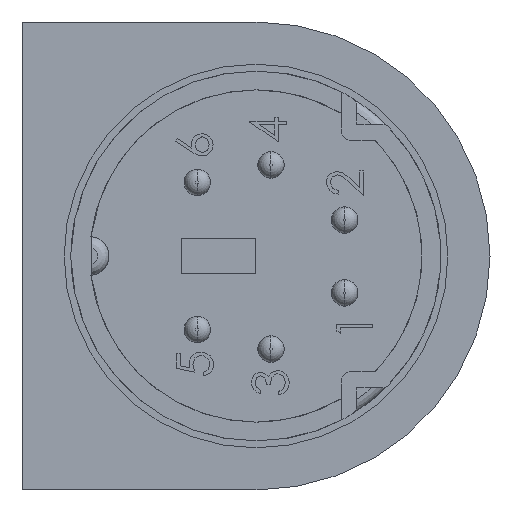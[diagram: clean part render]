
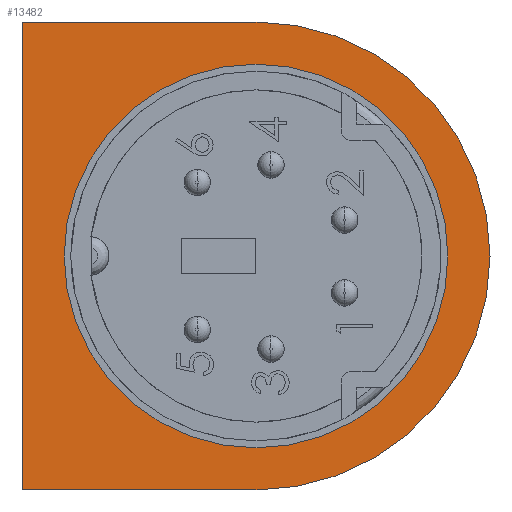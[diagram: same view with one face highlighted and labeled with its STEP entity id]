
A CAD part, left-side view. The second image highlights one B-rep face of the part: STEP entity #13482.
In plain terms, the highlighted face is planar.
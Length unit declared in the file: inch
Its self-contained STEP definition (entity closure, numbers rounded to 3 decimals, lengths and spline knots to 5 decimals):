
#2072 = VERTEX_POINT ( 'NONE', #20597 ) ;
#2074 = EDGE_CURVE ( 'NONE', #2072, #2076, #20596, .T. ) ;
#2076 = VERTEX_POINT ( 'NONE', #20651 ) ;
#6235 = EDGE_CURVE ( 'NONE', #6260, #6259, #25822, .T. ) ;
#6241 = ORIENTED_EDGE ( 'NONE', *, *, #2074, .F. ) ;
#6256 = ORIENTED_EDGE ( 'NONE', *, *, #6266, .F. ) ;
#6257 = ORIENTED_EDGE ( 'NONE', *, *, #6329, .F. ) ;
#6259 = VERTEX_POINT ( 'NONE', #25849 ) ;
#6260 = VERTEX_POINT ( 'NONE', #25848 ) ;
#6266 = EDGE_CURVE ( 'NONE', #6267, #6260, #25843, .T. ) ;
#6267 = VERTEX_POINT ( 'NONE', #25839 ) ;
#6297 = VERTEX_POINT ( 'NONE', #25913 ) ;
#6310 = ORIENTED_EDGE ( 'NONE', *, *, #13490, .F. ) ;
#6311 = EDGE_LOOP ( 'NONE', ( #13499, #6241 ) ) ;
#6329 = EDGE_CURVE ( 'NONE', #6297, #6267, #25971, .T. ) ;
#13478 = EDGE_LOOP ( 'NONE', ( #13502, #6256, #6257, #6310 ) ) ;
#13482 = ADVANCED_FACE ( 'NONE', ( #26697, #26696 ), #26695, .T. ) ;
#13490 = EDGE_CURVE ( 'NONE', #6259, #6297, #26690, .T. ) ;
#13498 = EDGE_CURVE ( 'NONE', #2076, #2072, #26685, .T. ) ;
#13499 = ORIENTED_EDGE ( 'NONE', *, *, #13498, .F. ) ;
#13502 = ORIENTED_EDGE ( 'NONE', *, *, #6235, .F. ) ;
#20594 = CARTESIAN_POINT ( 'NONE',  ( 0., -0.385, 0. ) ) ;
#20595 = AXIS2_PLACEMENT_3D ( 'NONE', #20594, #20653, #20652 ) ;
#20596 = CIRCLE ( 'NONE', #20595, 0.205 ) ;
#20597 = CARTESIAN_POINT ( 'NONE',  ( 0., -0.385, -0.205 ) ) ;
#20651 = CARTESIAN_POINT ( 'NONE',  ( 0., -0.385, 0.205 ) ) ;
#20652 = DIRECTION ( 'NONE',  ( 0., 0., -1. ) ) ;
#20653 = DIRECTION ( 'NONE',  ( 0., -1., 0. ) ) ;
#25819 = DIRECTION ( 'NONE',  ( 0., 0., 1. ) ) ;
#25820 = VECTOR ( 'NONE', #25819, 39.37008 ) ;
#25821 = CARTESIAN_POINT ( 'NONE',  ( -0.25, -0.385, -0.25 ) ) ;
#25822 = LINE ( 'NONE', #25821, #25820 ) ;
#25839 = CARTESIAN_POINT ( 'NONE',  ( 0.25, -0.385, -0.25 ) ) ;
#25840 = DIRECTION ( 'NONE',  ( -1., 0., 0. ) ) ;
#25841 = VECTOR ( 'NONE', #25840, 39.37008 ) ;
#25842 = CARTESIAN_POINT ( 'NONE',  ( -0.25, -0.385, -0.25 ) ) ;
#25843 = LINE ( 'NONE', #25842, #25841 ) ;
#25848 = CARTESIAN_POINT ( 'NONE',  ( -0.25, -0.385, -0.25 ) ) ;
#25849 = CARTESIAN_POINT ( 'NONE',  ( -0.25, -0.385, 0. ) ) ;
#25913 = CARTESIAN_POINT ( 'NONE',  ( 0.25, -0.385, 0. ) ) ;
#25968 = DIRECTION ( 'NONE',  ( 0., 0., -1. ) ) ;
#25969 = VECTOR ( 'NONE', #25968, 39.37008 ) ;
#25970 = CARTESIAN_POINT ( 'NONE',  ( 0.25, -0.385, -0.25 ) ) ;
#25971 = LINE ( 'NONE', #25970, #25969 ) ;
#26681 = DIRECTION ( 'NONE',  ( 0., 0., -1. ) ) ;
#26682 = DIRECTION ( 'NONE',  ( 0., -1., 0. ) ) ;
#26683 = CARTESIAN_POINT ( 'NONE',  ( 0., -0.385, 0. ) ) ;
#26684 = AXIS2_PLACEMENT_3D ( 'NONE', #26683, #26682, #26681 ) ;
#26685 = CIRCLE ( 'NONE', #26684, 0.205 ) ;
#26686 = DIRECTION ( 'NONE',  ( 0., 0., -1. ) ) ;
#26687 = DIRECTION ( 'NONE',  ( 0., 1., 0. ) ) ;
#26688 = CARTESIAN_POINT ( 'NONE',  ( 0., -0.385, 0. ) ) ;
#26689 = AXIS2_PLACEMENT_3D ( 'NONE', #26688, #26687, #26686 ) ;
#26690 = CIRCLE ( 'NONE', #26689, 0.25 ) ;
#26691 = DIRECTION ( 'NONE',  ( 0., 0., -1. ) ) ;
#26692 = DIRECTION ( 'NONE',  ( 0., -1., 0. ) ) ;
#26693 = CARTESIAN_POINT ( 'NONE',  ( 0., -0.385, 0. ) ) ;
#26694 = AXIS2_PLACEMENT_3D ( 'NONE', #26693, #26692, #26691 ) ;
#26695 = PLANE ( 'NONE',  #26694 ) ;
#26696 = FACE_BOUND ( 'NONE', #6311, .T. ) ;
#26697 = FACE_OUTER_BOUND ( 'NONE', #13478, .T. ) ;
